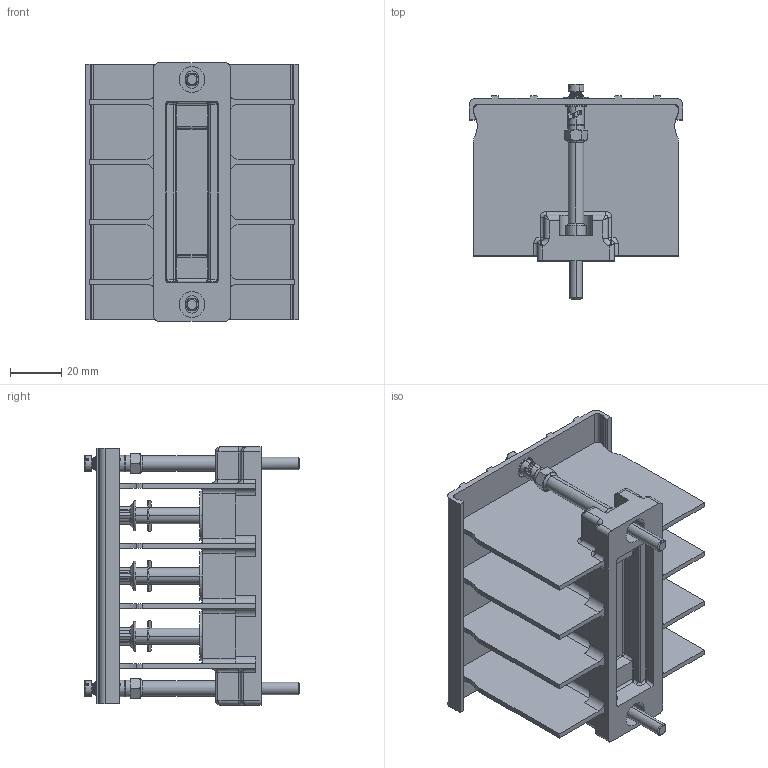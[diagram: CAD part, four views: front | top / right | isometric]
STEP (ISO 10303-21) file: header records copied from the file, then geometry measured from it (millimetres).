
FILE_DESCRIPTION((''),'2;1');
FILE_NAME('32426032000','2019-09-24T',('presta_be4'),(''),'PRO/ENGINEER BY PARAMETRIC TECHNOLOGY CORPORATION, 2014310','PRO/ENGINEER BY PARAMETRIC TECHNOLOGY CORPORATION, 2014310','');
FILE_SCHEMA(('CONFIG_CONTROL_DESIGN'));
Products named in the file (1): 32426032000
Bounding box: 83.2 x 83.81 x 100.7 mm (x, y, z)
Volume: 106591.7 mm3; surface area: 75429.5 mm2
Topology: 4 solids, 4 shells, 938 faces, 2544 edges, 1612 vertices
Faces by surface type: cylinder 361, plane 329, cone 148, bspline 60, torus 40
Entity records: 63536 total; most frequent: CARTESIAN_POINT 40912, ORIENTED_EDGE 5064, DIRECTION 4320, EDGE_CURVE 2532, AXIS2_PLACEMENT_3D 1628, VERTEX_POINT 1612, VECTOR 1064, LINE 1064
